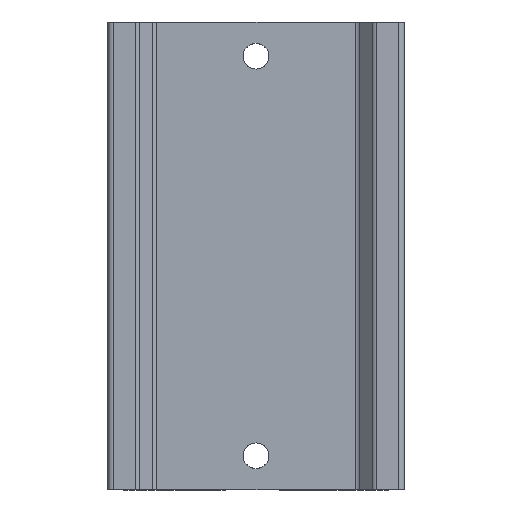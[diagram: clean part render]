
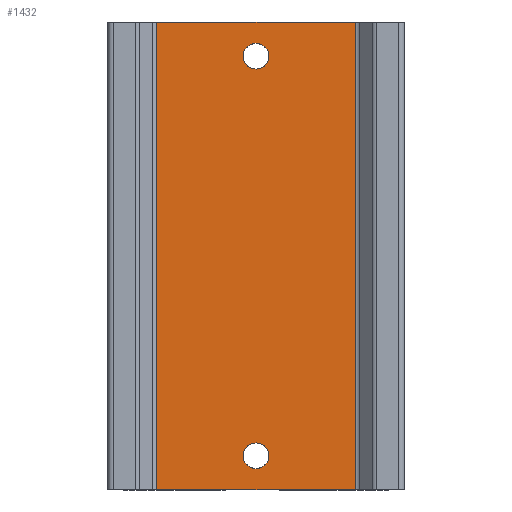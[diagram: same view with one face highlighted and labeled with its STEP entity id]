
A CAD part, front view. The second image highlights one B-rep face of the part: STEP entity #1432.
In plain terms, the highlighted planar face has unit normal (0, -1, 0).
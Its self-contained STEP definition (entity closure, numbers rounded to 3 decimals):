
#160 = CIRCLE ( 'NONE', #4581, 2.25 ) ;
#183 = DIRECTION ( 'NONE',  ( 0., 1., 0. ) ) ;
#217 = EDGE_CURVE ( 'NONE', #4159, #2022, #160, .T. ) ;
#239 = CARTESIAN_POINT ( 'NONE',  ( 26., 3., 6. ) ) ;
#269 = DIRECTION ( 'NONE',  ( 0., 1., 0. ) ) ;
#427 = DIRECTION ( 'NONE',  ( 0., 0., 1. ) ) ;
#490 = FACE_OUTER_BOUND ( 'NONE', #1879, .T. ) ;
#507 = EDGE_CURVE ( 'NONE', #2565, #2883, #1927, .T. ) ;
#593 = DIRECTION ( 'NONE',  ( 0., 0., 1. ) ) ;
#629 = EDGE_CURVE ( 'NONE', #3399, #2883, #1351, .T. ) ;
#662 = VERTEX_POINT ( 'NONE', #3845 ) ;
#697 = CARTESIAN_POINT ( 'NONE',  ( 26., 3., 73.75 ) ) ;
#737 = DIRECTION ( 'NONE',  ( 0., 0., 1. ) ) ;
#751 = VECTOR ( 'NONE', #1514, 1000. ) ;
#831 = EDGE_CURVE ( 'NONE', #1175, #2565, #1750, .T. ) ;
#1016 = EDGE_CURVE ( 'NONE', #4338, #662, #2271, .T. ) ;
#1059 = DIRECTION ( 'NONE',  ( 0., 1., 0. ) ) ;
#1161 = CARTESIAN_POINT ( 'NONE',  ( 8.624, 3., 0. ) ) ;
#1175 = VERTEX_POINT ( 'NONE', #1161 ) ;
#1182 = CARTESIAN_POINT ( 'NONE',  ( 8.2, 3., 82. ) ) ;
#1351 = LINE ( 'NONE', #1182, #2445 ) ;
#1376 = PLANE ( 'NONE',  #2363 ) ;
#1415 = ORIENTED_EDGE ( 'NONE', *, *, #831, .T. ) ;
#1432 = ADVANCED_FACE ( 'NONE', ( #3444, #3572, #490 ), #1376, .F. ) ;
#1434 = ORIENTED_EDGE ( 'NONE', *, *, #4494, .T. ) ;
#1474 = AXIS2_PLACEMENT_3D ( 'NONE', #239, #2807, #593 ) ;
#1514 = DIRECTION ( 'NONE',  ( 0., 0., -1. ) ) ;
#1736 = LINE ( 'NONE', #4116, #751 ) ;
#1750 = LINE ( 'NONE', #4703, #4602 ) ;
#1823 = VECTOR ( 'NONE', #737, 1000. ) ;
#1879 = EDGE_LOOP ( 'NONE', ( #4700, #2460, #1415, #3282 ) ) ;
#1927 = LINE ( 'NONE', #2960, #1823 ) ;
#1990 = EDGE_CURVE ( 'NONE', #3399, #1175, #1736, .T. ) ;
#2004 = AXIS2_PLACEMENT_3D ( 'NONE', #2370, #183, #2740 ) ;
#2022 = VERTEX_POINT ( 'NONE', #4133 ) ;
#2095 = CARTESIAN_POINT ( 'NONE',  ( 43.376, 3., 82. ) ) ;
#2250 = CARTESIAN_POINT ( 'NONE',  ( 8.624, 3., 82. ) ) ;
#2265 = CARTESIAN_POINT ( 'NONE',  ( 8.2, 3., 82. ) ) ;
#2271 = CIRCLE ( 'NONE', #4306, 2.25 ) ;
#2303 = ORIENTED_EDGE ( 'NONE', *, *, #1016, .T. ) ;
#2363 = AXIS2_PLACEMENT_3D ( 'NONE', #2265, #2643, #427 ) ;
#2370 = CARTESIAN_POINT ( 'NONE',  ( 26., 3., 76. ) ) ;
#2445 = VECTOR ( 'NONE', #3786, 1000. ) ;
#2458 = DIRECTION ( 'NONE',  ( 1., 0., 0. ) ) ;
#2460 = ORIENTED_EDGE ( 'NONE', *, *, #1990, .T. ) ;
#2462 = CARTESIAN_POINT ( 'NONE',  ( 26., 3., 76. ) ) ;
#2565 = VERTEX_POINT ( 'NONE', #4553 ) ;
#2612 = CARTESIAN_POINT ( 'NONE',  ( 26., 3., 3.75 ) ) ;
#2643 = DIRECTION ( 'NONE',  ( 0., 1., 0. ) ) ;
#2740 = DIRECTION ( 'NONE',  ( 0., 0., 1. ) ) ;
#2745 = ORIENTED_EDGE ( 'NONE', *, *, #3247, .T. ) ;
#2807 = DIRECTION ( 'NONE',  ( 0., 1., 0. ) ) ;
#2845 = DIRECTION ( 'NONE',  ( 0., 0., 1. ) ) ;
#2883 = VERTEX_POINT ( 'NONE', #2095 ) ;
#2960 = CARTESIAN_POINT ( 'NONE',  ( 43.376, 3., 82. ) ) ;
#3247 = EDGE_CURVE ( 'NONE', #662, #4338, #4459, .T. ) ;
#3275 = CARTESIAN_POINT ( 'NONE',  ( 26., 3., 6. ) ) ;
#3282 = ORIENTED_EDGE ( 'NONE', *, *, #507, .T. ) ;
#3311 = CIRCLE ( 'NONE', #2004, 2.25 ) ;
#3399 = VERTEX_POINT ( 'NONE', #2250 ) ;
#3444 = FACE_BOUND ( 'NONE', #4622, .T. ) ;
#3572 = FACE_BOUND ( 'NONE', #4424, .T. ) ;
#3657 = DIRECTION ( 'NONE',  ( 0., 0., 1. ) ) ;
#3786 = DIRECTION ( 'NONE',  ( 1., 0., 0. ) ) ;
#3845 = CARTESIAN_POINT ( 'NONE',  ( 26., 3., 8.25 ) ) ;
#4116 = CARTESIAN_POINT ( 'NONE',  ( 8.624, 3., 0. ) ) ;
#4133 = CARTESIAN_POINT ( 'NONE',  ( 26., 3., 78.25 ) ) ;
#4159 = VERTEX_POINT ( 'NONE', #697 ) ;
#4306 = AXIS2_PLACEMENT_3D ( 'NONE', #3275, #1059, #3657 ) ;
#4338 = VERTEX_POINT ( 'NONE', #2612 ) ;
#4424 = EDGE_LOOP ( 'NONE', ( #2745, #2303 ) ) ;
#4459 = CIRCLE ( 'NONE', #1474, 2.25 ) ;
#4494 = EDGE_CURVE ( 'NONE', #2022, #4159, #3311, .T. ) ;
#4521 = ORIENTED_EDGE ( 'NONE', *, *, #217, .T. ) ;
#4553 = CARTESIAN_POINT ( 'NONE',  ( 43.376, 3., 0. ) ) ;
#4581 = AXIS2_PLACEMENT_3D ( 'NONE', #2462, #269, #2845 ) ;
#4602 = VECTOR ( 'NONE', #2458, 1000. ) ;
#4622 = EDGE_LOOP ( 'NONE', ( #1434, #4521 ) ) ;
#4700 = ORIENTED_EDGE ( 'NONE', *, *, #629, .F. ) ;
#4703 = CARTESIAN_POINT ( 'NONE',  ( 8.2, 3., 0. ) ) ;
